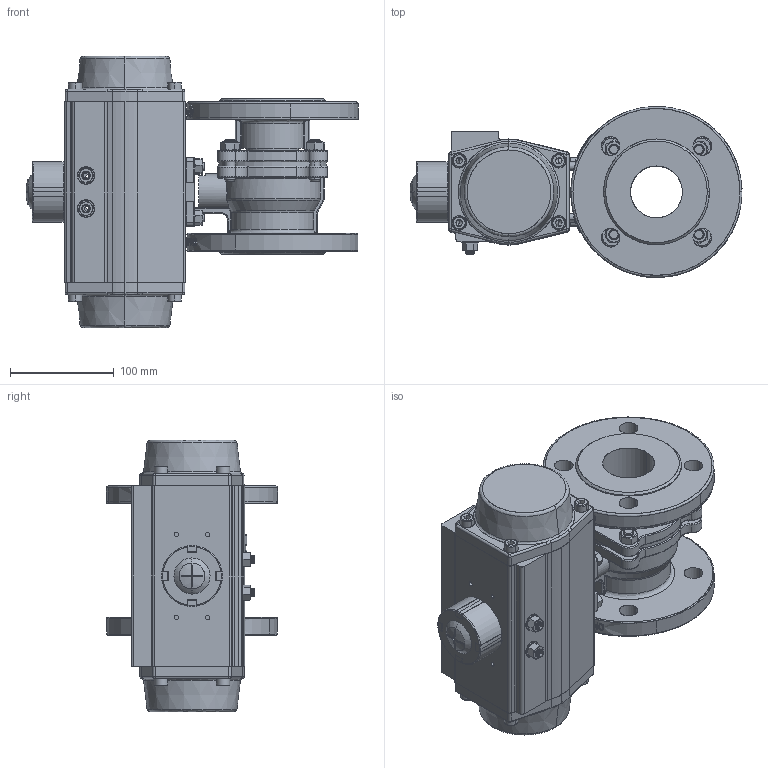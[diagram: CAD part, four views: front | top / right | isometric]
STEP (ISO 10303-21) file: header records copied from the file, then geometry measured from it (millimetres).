
FILE_DESCRIPTION (( 'STEP AP214' ), '1' );
FILE_NAME ('PK05_DN50 (PK05010008).STEP', '2022-04-28T08:07:57', ( '' ), ( '' ), 'SwSTEP 2.0', 'SolidWorks 2021', '' );
FILE_SCHEMA (( 'AUTOMOTIVE_DESIGN' ));
Length unit declared in the file: metre
Products named in the file (1): PK05_DN50 (PK05010008)
Bounding box: 320.19 x 165 x 262 mm (x, y, z)
Surface area: 343615.5 mm2 (no closed solid volume)
Topology: 0 solids, 655 shells, 898 faces, 4271 edges, 3951 vertices
Faces by surface type: cylinder 296, plane 278, bspline 196, cone 111, torus 13, sphere 4
Entity records: 95804 total; most frequent: CARTESIAN_POINT 55158, DIRECTION 5558, ORIENTED_EDGE 4723, EDGE_CURVE 4261, VERTEX_POINT 3951, AXIS2_PLACEMENT_3D 2042, LINE 1474, VECTOR 1474
